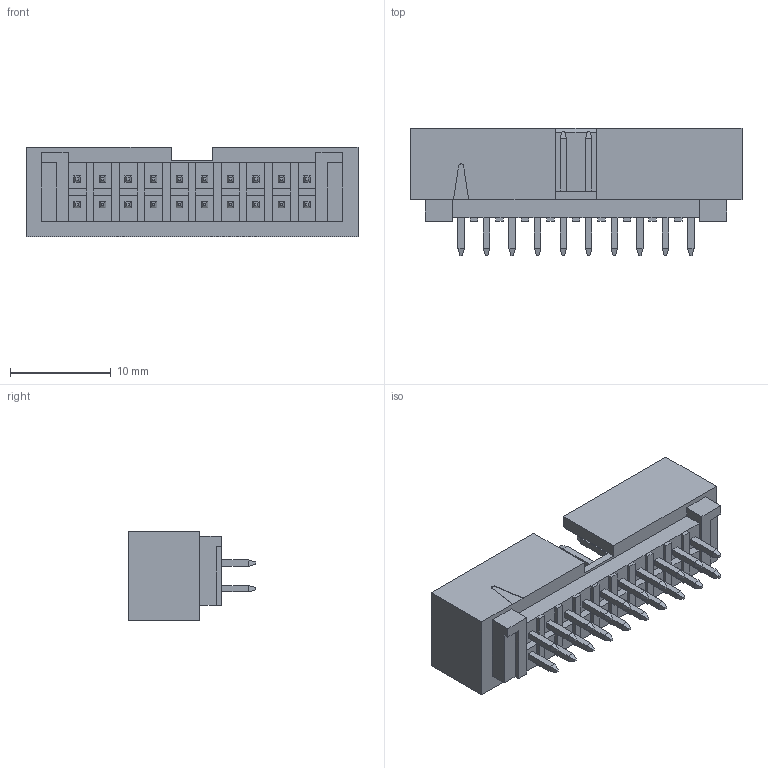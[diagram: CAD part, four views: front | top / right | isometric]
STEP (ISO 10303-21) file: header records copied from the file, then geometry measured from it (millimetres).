
FILE_DESCRIPTION((''),'2;1');
FILE_NAME('702462004','2014-07-23T',('me'),(''),'PRO/ENGINEER BY PARAMETRIC TECHNOLOGY CORPORATION, 2011490','PRO/ENGINEER BY PARAMETRIC TECHNOLOGY CORPORATION, 2011490','');
FILE_SCHEMA(('CONFIG_CONTROL_DESIGN'));
Length unit declared in the file: millimetre
Products named in the file (1): 702462004
Bounding box: 33.02 x 12.7 x 8.89 mm (x, y, z)
Volume: 1213.6 mm3; surface area: 2319.6 mm2
Topology: 1 solids, 1 shells, 482 faces, 1195 edges, 738 vertices
Faces by surface type: plane 477, cylinder 5
Entity records: 13792 total; most frequent: CARTESIAN_POINT 2404, ORIENTED_EDGE 2310, DIRECTION 2199, EDGE_CURVE 1155, VECTOR 1141, LINE 1141, VERTEX_POINT 698, AXIS2_PLACEMENT_3D 529
